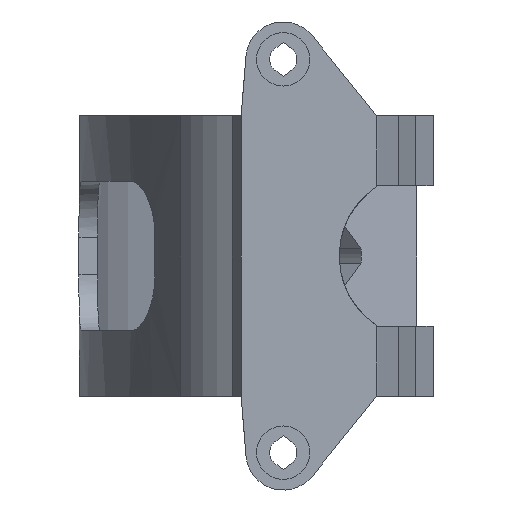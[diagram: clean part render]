
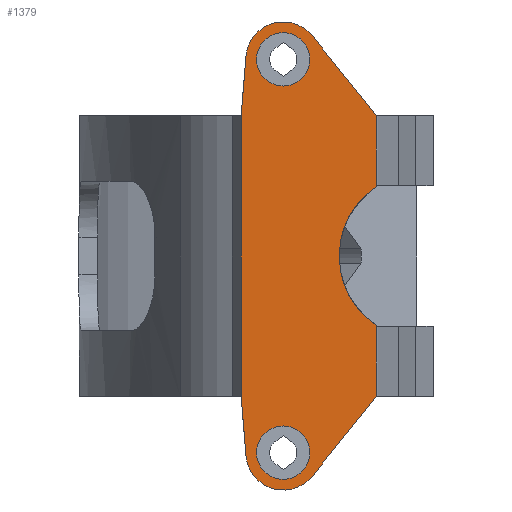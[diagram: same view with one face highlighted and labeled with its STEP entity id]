
A CAD part, front view. The second image highlights one B-rep face of the part: STEP entity #1379.
In plain terms, the highlighted planar face has unit normal (0, -1, 0).
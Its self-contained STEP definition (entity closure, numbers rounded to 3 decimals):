
#15 = DIRECTION ( 'NONE',  ( 0., -1., 0. ) ) ;
#20 = CIRCLE ( 'NONE', #2752, 2.85 ) ;
#57 = CARTESIAN_POINT ( 'NONE',  ( 23.763, -4., 19.094 ) ) ;
#95 = ORIENTED_EDGE ( 'NONE', *, *, #620, .T. ) ;
#130 = DIRECTION ( 'NONE',  ( 1., 0., 0. ) ) ;
#139 = CARTESIAN_POINT ( 'NONE',  ( 11.028, -4., 15. ) ) ;
#150 = CARTESIAN_POINT ( 'NONE',  ( 5.048, -4., 36. ) ) ;
#203 = CARTESIAN_POINT ( 'NONE',  ( 5.048, -4., -6. ) ) ;
#219 = FACE_BOUND ( 'NONE', #2117, .T. ) ;
#275 = DIRECTION ( 'NONE',  ( -0.626, 0., -0.78 ) ) ;
#294 = CIRCLE ( 'NONE', #348, 2.85 ) ;
#298 = CARTESIAN_POINT ( 'NONE',  ( -1.923, -4., 0.159 ) ) ;
#322 = CARTESIAN_POINT ( 'NONE',  ( 15., -4., 22.421 ) ) ;
#348 = AXIS2_PLACEMENT_3D ( 'NONE', #203, #1249, #505 ) ;
#399 = CARTESIAN_POINT ( 'NONE',  ( 11.128, -4., 19.696 ) ) ;
#400 = EDGE_CURVE ( 'NONE', #3078, #1146, #2598, .T. ) ;
#463 = DIRECTION ( 'NONE',  ( 0., 0., 1. ) ) ;
#491 = DIRECTION ( 'NONE',  ( 1., 0., 0. ) ) ;
#492 = FACE_OUTER_BOUND ( 'NONE', #642, .T. ) ;
#497 = ORIENTED_EDGE ( 'NONE', *, *, #1438, .T. ) ;
#505 = DIRECTION ( 'NONE',  ( 1., 0., 0. ) ) ;
#529 = VERTEX_POINT ( 'NONE', #1009 ) ;
#620 = EDGE_CURVE ( 'NONE', #2888, #2902, #1639, .T. ) ;
#642 = EDGE_LOOP ( 'NONE', ( #1363, #497, #2735, #2081, #2283, #2485, #658, #1043, #95, #2426, #1940 ) ) ;
#658 = ORIENTED_EDGE ( 'NONE', *, *, #400, .F. ) ;
#690 = VECTOR ( 'NONE', #1280, 1000. ) ;
#701 = CARTESIAN_POINT ( 'NONE',  ( 5.048, -4., -6. ) ) ;
#753 = CARTESIAN_POINT ( 'NONE',  ( 8.166, -4., -8.505 ) ) ;
#766 = FACE_BOUND ( 'NONE', #2576, .T. ) ;
#780 = DIRECTION ( 'NONE',  ( -0.626, 0., 0.78 ) ) ;
#795 = CIRCLE ( 'NONE', #2599, 2.85 ) ;
#823 = VERTEX_POINT ( 'NONE', #1792 ) ;
#844 = AXIS2_PLACEMENT_3D ( 'NONE', #701, #1200, #2450 ) ;
#845 = B_SPLINE_CURVE_WITH_KNOTS ( 'NONE', 2,
 ( #1393, #399, #2843 ),
 .UNSPECIFIED., .F., .F.,
 ( 3, 3 ),
 ( 0.499, 0.501 ),
 .UNSPECIFIED. ) ;
#860 = EDGE_CURVE ( 'NONE', #1502, #2869, #996, .T. ) ;
#919 = CARTESIAN_POINT ( 'NONE',  ( 11.028, -4., 15. ) ) ;
#996 = LINE ( 'NONE', #298, #690 ) ;
#1008 = AXIS2_PLACEMENT_3D ( 'NONE', #3174, #2925, #491 ) ;
#1009 = CARTESIAN_POINT ( 'NONE',  ( 2.198, -4., -6. ) ) ;
#1043 = ORIENTED_EDGE ( 'NONE', *, *, #1234, .F. ) ;
#1058 = AXIS2_PLACEMENT_3D ( 'NONE', #2914, #15, #1197 ) ;
#1061 = EDGE_CURVE ( 'NONE', #2565, #823, #20, .T. ) ;
#1084 = CARTESIAN_POINT ( 'NONE',  ( 5.048, -4., 36. ) ) ;
#1119 = CARTESIAN_POINT ( 'NONE',  ( 15., -4., 0. ) ) ;
#1133 = EDGE_CURVE ( 'NONE', #529, #3082, #795, .T. ) ;
#1146 = VERTEX_POINT ( 'NONE', #1686 ) ;
#1150 = B_SPLINE_CURVE_WITH_KNOTS ( 'NONE', 2,
 ( #2416, #1416, #919 ),
 .UNSPECIFIED., .F., .F.,
 ( 3, 3 ),
 ( 0.499, 0.501 ),
 .UNSPECIFIED. ) ;
#1152 = CARTESIAN_POINT ( 'NONE',  ( 5.048, -4., -6. ) ) ;
#1197 = DIRECTION ( 'NONE',  ( 1., 0., 0. ) ) ;
#1200 = DIRECTION ( 'NONE',  ( 0., 1., 0. ) ) ;
#1215 = CARTESIAN_POINT ( 'NONE',  ( 15., -4., 30. ) ) ;
#1234 = EDGE_CURVE ( 'NONE', #2888, #3078, #1786, .T. ) ;
#1249 = DIRECTION ( 'NONE',  ( 0., -1., 0. ) ) ;
#1266 = DIRECTION ( 'NONE',  ( 0., 0., 1. ) ) ;
#1268 = VERTEX_POINT ( 'NONE', #2229 ) ;
#1280 = DIRECTION ( 'NONE',  ( -0.083, 0., -0.997 ) ) ;
#1287 = LINE ( 'NONE', #57, #1993 ) ;
#1363 = ORIENTED_EDGE ( 'NONE', *, *, #1475, .T. ) ;
#1379 = ADVANCED_FACE ( 'NONE', ( #766, #219, #492 ), #2223, .T. ) ;
#1393 = CARTESIAN_POINT ( 'NONE',  ( 11.028, -4., 15. ) ) ;
#1416 = CARTESIAN_POINT ( 'NONE',  ( 11.128, -4., 10.304 ) ) ;
#1421 = VECTOR ( 'NONE', #2575, 1000. ) ;
#1423 = DIRECTION ( 'NONE',  ( 0., -1., 0. ) ) ;
#1425 = VECTOR ( 'NONE', #275, 1000. ) ;
#1438 = EDGE_CURVE ( 'NONE', #2471, #2228, #1287, .T. ) ;
#1459 = DIRECTION ( 'NONE',  ( -0.083, 0., 0.997 ) ) ;
#1470 = CIRCLE ( 'NONE', #1884, 2.85 ) ;
#1475 = EDGE_CURVE ( 'NONE', #1268, #2471, #2528, .T. ) ;
#1502 = VERTEX_POINT ( 'NONE', #2806 ) ;
#1509 = EDGE_CURVE ( 'NONE', #823, #2565, #1470, .T. ) ;
#1510 = ORIENTED_EDGE ( 'NONE', *, *, #1509, .F. ) ;
#1639 = LINE ( 'NONE', #1119, #1421 ) ;
#1686 = CARTESIAN_POINT ( 'NONE',  ( 1.048, -4., -6. ) ) ;
#1734 = CARTESIAN_POINT ( 'NONE',  ( 7.898, -4., -6. ) ) ;
#1743 = EDGE_CURVE ( 'NONE', #3082, #529, #294, .T. ) ;
#1761 = DIRECTION ( 'NONE',  ( 0., -1., 0. ) ) ;
#1786 = LINE ( 'NONE', #2534, #1425 ) ;
#1789 = EDGE_CURVE ( 'NONE', #3132, #2869, #2665, .T. ) ;
#1792 = CARTESIAN_POINT ( 'NONE',  ( 7.898, -4., 36. ) ) ;
#1794 = EDGE_CURVE ( 'NONE', #2228, #1502, #2456, .T. ) ;
#1832 = VECTOR ( 'NONE', #1266, 1000. ) ;
#1849 = CARTESIAN_POINT ( 'NONE',  ( 2.198, -4., 36. ) ) ;
#1884 = AXIS2_PLACEMENT_3D ( 'NONE', #1084, #1761, #2776 ) ;
#1889 = CARTESIAN_POINT ( 'NONE',  ( 0.55, -4., 30. ) ) ;
#1940 = ORIENTED_EDGE ( 'NONE', *, *, #2745, .T. ) ;
#1993 = VECTOR ( 'NONE', #780, 1000. ) ;
#2032 = ORIENTED_EDGE ( 'NONE', *, *, #1743, .F. ) ;
#2081 = ORIENTED_EDGE ( 'NONE', *, *, #860, .T. ) ;
#2117 = EDGE_LOOP ( 'NONE', ( #2262, #2032 ) ) ;
#2223 = PLANE ( 'NONE',  #1058 ) ;
#2228 = VERTEX_POINT ( 'NONE', #2322 ) ;
#2229 = CARTESIAN_POINT ( 'NONE',  ( 15., -4., 22.421 ) ) ;
#2238 = LINE ( 'NONE', #3189, #2810 ) ;
#2262 = ORIENTED_EDGE ( 'NONE', *, *, #1133, .F. ) ;
#2283 = ORIENTED_EDGE ( 'NONE', *, *, #1789, .F. ) ;
#2322 = CARTESIAN_POINT ( 'NONE',  ( 8.166, -4., 38.505 ) ) ;
#2389 = EDGE_CURVE ( 'NONE', #2902, #2826, #1150, .T. ) ;
#2416 = CARTESIAN_POINT ( 'NONE',  ( 15., -4., 7.579 ) ) ;
#2426 = ORIENTED_EDGE ( 'NONE', *, *, #2389, .T. ) ;
#2450 = DIRECTION ( 'NONE',  ( 1., 0., 0. ) ) ;
#2456 = CIRCLE ( 'NONE', #1008, 4. ) ;
#2468 = EDGE_CURVE ( 'NONE', #1146, #3132, #2238, .T. ) ;
#2471 = VERTEX_POINT ( 'NONE', #1215 ) ;
#2485 = ORIENTED_EDGE ( 'NONE', *, *, #2468, .F. ) ;
#2528 = LINE ( 'NONE', #322, #1832 ) ;
#2534 = CARTESIAN_POINT ( 'NONE',  ( 9.115, -4., -7.324 ) ) ;
#2565 = VERTEX_POINT ( 'NONE', #1849 ) ;
#2575 = DIRECTION ( 'NONE',  ( 0., 0., 1. ) ) ;
#2576 = EDGE_LOOP ( 'NONE', ( #2638, #1510 ) ) ;
#2598 = CIRCLE ( 'NONE', #844, 4. ) ;
#2599 = AXIS2_PLACEMENT_3D ( 'NONE', #1152, #1423, #3147 ) ;
#2628 = CARTESIAN_POINT ( 'NONE',  ( 15., -4., 7.579 ) ) ;
#2638 = ORIENTED_EDGE ( 'NONE', *, *, #1061, .F. ) ;
#2665 = LINE ( 'NONE', #2693, #3162 ) ;
#2693 = CARTESIAN_POINT ( 'NONE',  ( 0.55, -4., 0. ) ) ;
#2735 = ORIENTED_EDGE ( 'NONE', *, *, #1794, .T. ) ;
#2745 = EDGE_CURVE ( 'NONE', #2826, #1268, #845, .T. ) ;
#2752 = AXIS2_PLACEMENT_3D ( 'NONE', #150, #2839, #130 ) ;
#2776 = DIRECTION ( 'NONE',  ( 1., 0., 0. ) ) ;
#2806 = CARTESIAN_POINT ( 'NONE',  ( 1.048, -4., 36. ) ) ;
#2810 = VECTOR ( 'NONE', #1459, 1000. ) ;
#2826 = VERTEX_POINT ( 'NONE', #139 ) ;
#2839 = DIRECTION ( 'NONE',  ( 0., -1., 0. ) ) ;
#2843 = CARTESIAN_POINT ( 'NONE',  ( 15., -4., 22.421 ) ) ;
#2869 = VERTEX_POINT ( 'NONE', #1889 ) ;
#2888 = VERTEX_POINT ( 'NONE', #3084 ) ;
#2902 = VERTEX_POINT ( 'NONE', #2628 ) ;
#2914 = CARTESIAN_POINT ( 'NONE',  ( 12.033, -4., 10.869 ) ) ;
#2925 = DIRECTION ( 'NONE',  ( 0., -1., 0. ) ) ;
#3043 = CARTESIAN_POINT ( 'NONE',  ( 0.55, -4., 0. ) ) ;
#3078 = VERTEX_POINT ( 'NONE', #753 ) ;
#3082 = VERTEX_POINT ( 'NONE', #1734 ) ;
#3084 = CARTESIAN_POINT ( 'NONE',  ( 15., -4., 0. ) ) ;
#3132 = VERTEX_POINT ( 'NONE', #3043 ) ;
#3147 = DIRECTION ( 'NONE',  ( 1., 0., 0. ) ) ;
#3162 = VECTOR ( 'NONE', #463, 1000. ) ;
#3174 = CARTESIAN_POINT ( 'NONE',  ( 5.048, -4., 36. ) ) ;
#3189 = CARTESIAN_POINT ( 'NONE',  ( 0.547, -4., 0.045 ) ) ;
